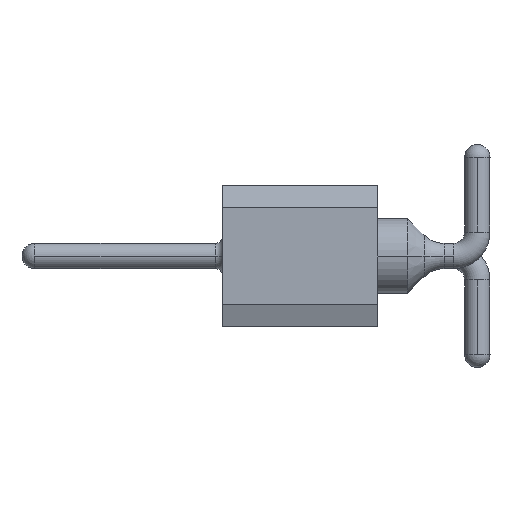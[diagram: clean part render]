
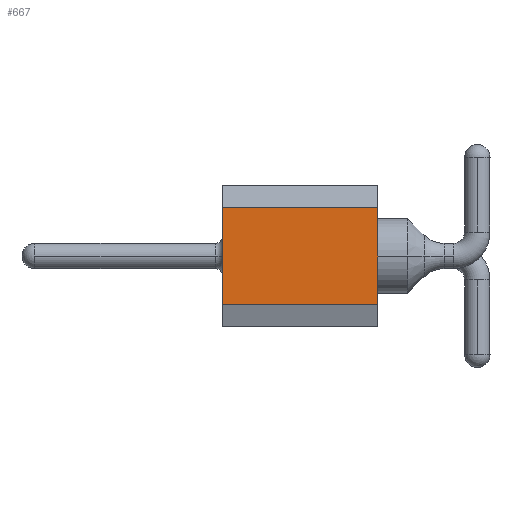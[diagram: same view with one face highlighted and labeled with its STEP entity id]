
A CAD part, left-side view. The second image highlights one B-rep face of the part: STEP entity #667.
In plain terms, the highlighted planar face has unit normal (-1, 0, 0).
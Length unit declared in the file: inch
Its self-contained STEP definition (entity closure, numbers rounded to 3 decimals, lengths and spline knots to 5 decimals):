
#318 = EDGE_CURVE ( 'NONE', #2392, #2388, #4202, .T. ) ;
#320 = EDGE_CURVE ( 'NONE', #2363, #2388, #4208, .T. ) ;
#321 = EDGE_CURVE ( 'NONE', #2395, #2363, #4211, .T. ) ;
#322 = EDGE_CURVE ( 'NONE', #2395, #2392, #4194, .T. ) ;
#667 = ADVANCED_FACE ( 'NONE', ( #5370 ), #5371, .T. ) ;
#842 = AXIS2_PLACEMENT_3D ( 'NONE', #5362, #5373, #5374 ) ;
#1295 = VECTOR ( 'NONE', #4205, 39.37008 ) ;
#1296 = VECTOR ( 'NONE', #4215, 39.37008 ) ;
#1297 = VECTOR ( 'NONE', #4210, 39.37008 ) ;
#1298 = VECTOR ( 'NONE', #4213, 39.37008 ) ;
#1940 = ORIENTED_EDGE ( 'NONE', *, *, #320, .F. ) ;
#1941 = ORIENTED_EDGE ( 'NONE', *, *, #321, .F. ) ;
#1942 = ORIENTED_EDGE ( 'NONE', *, *, #322, .T. ) ;
#1943 = ORIENTED_EDGE ( 'NONE', *, *, #318, .T. ) ;
#2363 = VERTEX_POINT ( 'NONE', #5883 ) ;
#2388 = VERTEX_POINT ( 'NONE', #5900 ) ;
#2392 = VERTEX_POINT ( 'NONE', #5906 ) ;
#2395 = VERTEX_POINT ( 'NONE', #5908 ) ;
#4194 = LINE ( 'NONE', #4214, #1296 ) ;
#4202 = LINE ( 'NONE', #4204, #1295 ) ;
#4204 = CARTESIAN_POINT ( 'NONE',  ( -0.01203, -0.11, -0.01575 ) ) ;
#4205 = DIRECTION ( 'NONE',  ( 0., 1., 0. ) ) ;
#4208 = LINE ( 'NONE', #4209, #1297 ) ;
#4209 = CARTESIAN_POINT ( 'NONE',  ( -0.01203, 0., -0.08425 ) ) ;
#4210 = DIRECTION ( 'NONE',  ( 0., 0., 1. ) ) ;
#4211 = LINE ( 'NONE', #4212, #1298 ) ;
#4212 = CARTESIAN_POINT ( 'NONE',  ( -0.01203, -0.11, -0.08425 ) ) ;
#4213 = DIRECTION ( 'NONE',  ( 0., 1., 0. ) ) ;
#4214 = CARTESIAN_POINT ( 'NONE',  ( -0.01203, -0.11, -0.08425 ) ) ;
#4215 = DIRECTION ( 'NONE',  ( 0., 0., 1. ) ) ;
#5362 = CARTESIAN_POINT ( 'NONE',  ( -0.01203, -0.11, -0.08425 ) ) ;
#5370 = FACE_OUTER_BOUND ( 'NONE', #6600, .T. ) ;
#5371 = PLANE ( 'NONE',  #842 ) ;
#5373 = DIRECTION ( 'NONE',  ( -1., 0., 0. ) ) ;
#5374 = DIRECTION ( 'NONE',  ( 0., 0., 1. ) ) ;
#5883 = CARTESIAN_POINT ( 'NONE',  ( -0.01203, 0., -0.08425 ) ) ;
#5900 = CARTESIAN_POINT ( 'NONE',  ( -0.01203, 0., -0.01575 ) ) ;
#5906 = CARTESIAN_POINT ( 'NONE',  ( -0.01203, -0.11, -0.01575 ) ) ;
#5908 = CARTESIAN_POINT ( 'NONE',  ( -0.01203, -0.11, -0.08425 ) ) ;
#6600 = EDGE_LOOP ( 'NONE', ( #1940, #1941, #1942, #1943 ) ) ;
